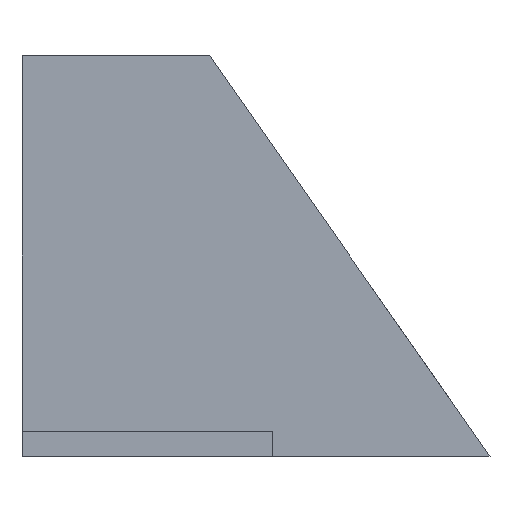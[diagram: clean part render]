
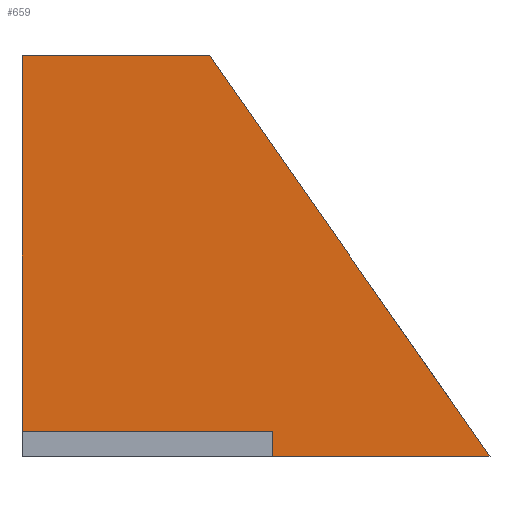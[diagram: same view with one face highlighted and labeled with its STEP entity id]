
A CAD part, front view. The second image highlights one B-rep face of the part: STEP entity #659.
In plain terms, the highlighted planar face has unit normal (0, -1, 0).
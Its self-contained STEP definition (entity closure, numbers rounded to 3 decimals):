
#56=PLANE('',#713);
#90=FACE_OUTER_BOUND('',#135,.T.);
#135=EDGE_LOOP('',(#617,#618,#619,#620,#621,#622));
#137=LINE('',#887,#218);
#141=LINE('',#895,#222);
#209=LINE('',#1043,#290);
#213=LINE('',#1049,#294);
#214=LINE('',#1052,#295);
#216=LINE('',#1055,#297);
#218=VECTOR('',#725,10.);
#222=VECTOR('',#731,10.);
#290=VECTOR('',#861,10.);
#294=VECTOR('',#867,10.);
#295=VECTOR('',#870,10.);
#297=VECTOR('',#874,10.);
#306=VERTEX_POINT('',#885);
#307=VERTEX_POINT('',#886);
#310=VERTEX_POINT('',#894);
#359=VERTEX_POINT('',#1042);
#360=VERTEX_POINT('',#1047);
#361=VERTEX_POINT('',#1051);
#365=EDGE_CURVE('',#306,#307,#137,.T.);
#369=EDGE_CURVE('',#307,#310,#141,.T.);
#441=EDGE_CURVE('',#306,#359,#209,.T.);
#445=EDGE_CURVE('',#310,#360,#213,.T.);
#446=EDGE_CURVE('',#361,#360,#214,.T.);
#448=EDGE_CURVE('',#359,#361,#216,.T.);
#617=ORIENTED_EDGE('',*,*,#369,.T.);
#618=ORIENTED_EDGE('',*,*,#445,.T.);
#619=ORIENTED_EDGE('',*,*,#446,.F.);
#620=ORIENTED_EDGE('',*,*,#448,.F.);
#621=ORIENTED_EDGE('',*,*,#441,.F.);
#622=ORIENTED_EDGE('',*,*,#365,.T.);
#659=ADVANCED_FACE('',(#90),#56,.F.);
#713=AXIS2_PLACEMENT_3D('',#1056,#875,#876);
#725=DIRECTION('',(1.,0.,0.));
#731=DIRECTION('',(0.,0.,-1.));
#861=DIRECTION('',(0.,0.,1.));
#867=DIRECTION('',(1.,0.,0.));
#870=DIRECTION('',(0.574,0.,-0.819));
#874=DIRECTION('',(1.,0.,0.));
#875=DIRECTION('center_axis',(0.,1.,0.));
#876=DIRECTION('ref_axis',(1.,0.,0.));
#885=CARTESIAN_POINT('',(0.,0.,2.));
#886=CARTESIAN_POINT('',(20.,0.,2.));
#887=CARTESIAN_POINT('',(19.352,0.,2.));
#894=CARTESIAN_POINT('',(20.,0.,0.));
#895=CARTESIAN_POINT('',(20.,0.,8.));
#1042=CARTESIAN_POINT('',(0.,0.,32.));
#1043=CARTESIAN_POINT('',(0.,0.,0.));
#1047=CARTESIAN_POINT('',(37.407,0.,0.));
#1049=CARTESIAN_POINT('',(0.,0.,0.));
#1051=CARTESIAN_POINT('',(15.,0.,32.));
#1052=CARTESIAN_POINT('',(15.,0.,32.));
#1055=CARTESIAN_POINT('',(0.,0.,32.));
#1056=CARTESIAN_POINT('Origin',(18.703,0.,16.));
